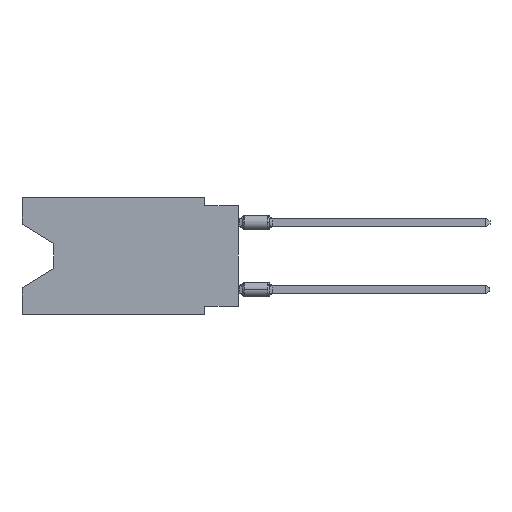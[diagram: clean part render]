
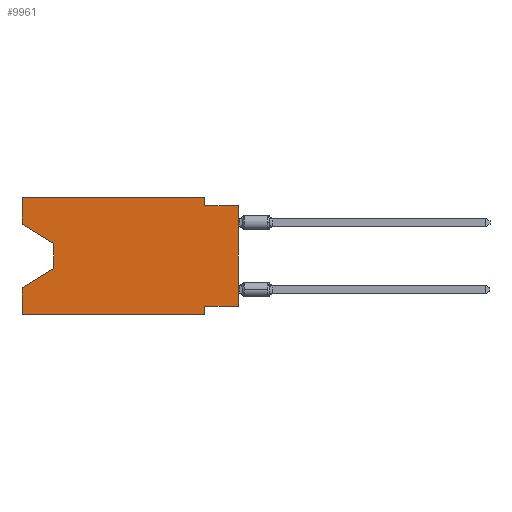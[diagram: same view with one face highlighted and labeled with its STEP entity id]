
A CAD part, left-side view. The second image highlights one B-rep face of the part: STEP entity #9961.
In plain terms, the highlighted planar face has unit normal (-1, 0, 0).
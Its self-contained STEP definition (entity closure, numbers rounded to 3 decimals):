
#32 = CARTESIAN_POINT ( 'NONE',  ( 0., 2.54, -8.255 ) ) ;
#46 = LINE ( 'NONE', #3212, #890 ) ;
#536 = EDGE_CURVE ( 'NONE', #3976, #17131, #46, .T. ) ;
#700 = VECTOR ( 'NONE', #2477, 1000. ) ;
#866 = ORIENTED_EDGE ( 'NONE', *, *, #8460, .F. ) ;
#890 = VECTOR ( 'NONE', #11713, 1000. ) ;
#1100 = DIRECTION ( 'NONE',  ( 0., 0., 1. ) ) ;
#1243 = ORIENTED_EDGE ( 'NONE', *, *, #6593, .F. ) ;
#1246 = LINE ( 'NONE', #6166, #700 ) ;
#1839 = CARTESIAN_POINT ( 'NONE',  ( 0., 13.97, -5.385 ) ) ;
#2048 = CARTESIAN_POINT ( 'NONE',  ( 0., 2.54, -8.89 ) ) ;
#2132 = VERTEX_POINT ( 'NONE', #6256 ) ;
#2477 = DIRECTION ( 'NONE',  ( 0., -1., 0. ) ) ;
#3020 = CARTESIAN_POINT ( 'NONE',  ( 0., 16.383, -2.038 ) ) ;
#3212 = CARTESIAN_POINT ( 'NONE',  ( 0., 16.383, -8.89 ) ) ;
#3818 = EDGE_CURVE ( 'NONE', #4614, #11552, #1246, .T. ) ;
#3976 = VERTEX_POINT ( 'NONE', #14959 ) ;
#4156 = CARTESIAN_POINT ( 'NONE',  ( 0., 16.383, 0. ) ) ;
#4245 = ORIENTED_EDGE ( 'NONE', *, *, #536, .T. ) ;
#4258 = VERTEX_POINT ( 'NONE', #3020 ) ;
#4409 = VECTOR ( 'NONE', #16243, 1000. ) ;
#4554 = CARTESIAN_POINT ( 'NONE',  ( 0., 16.383, -6.852 ) ) ;
#4614 = VERTEX_POINT ( 'NONE', #8030 ) ;
#5181 = VECTOR ( 'NONE', #18613, 1000. ) ;
#5297 = EDGE_CURVE ( 'NONE', #13334, #2132, #8954, .T. ) ;
#5365 = CARTESIAN_POINT ( 'NONE',  ( 0., 0., -8.255 ) ) ;
#5448 = EDGE_CURVE ( 'NONE', #13837, #5699, #8601, .T. ) ;
#5555 = LINE ( 'NONE', #9242, #6716 ) ;
#5699 = VERTEX_POINT ( 'NONE', #4554 ) ;
#5887 = CARTESIAN_POINT ( 'NONE',  ( 0., 0., 0. ) ) ;
#6166 = CARTESIAN_POINT ( 'NONE',  ( 0., 16.383, 0. ) ) ;
#6256 = CARTESIAN_POINT ( 'NONE',  ( 0., 0., -0.635 ) ) ;
#6287 = ORIENTED_EDGE ( 'NONE', *, *, #5448, .T. ) ;
#6337 = VERTEX_POINT ( 'NONE', #32 ) ;
#6547 = VECTOR ( 'NONE', #10788, 1000. ) ;
#6587 = CARTESIAN_POINT ( 'NONE',  ( 0., 13.97, -3.505 ) ) ;
#6593 = EDGE_CURVE ( 'NONE', #6337, #17131, #17778, .T. ) ;
#6716 = VECTOR ( 'NONE', #10883, 1000. ) ;
#7059 = DIRECTION ( 'NONE',  ( 0., -0.855, -0.519 ) ) ;
#7147 = LINE ( 'NONE', #13775, #8569 ) ;
#7280 = LINE ( 'NONE', #19143, #10489 ) ;
#7905 = ORIENTED_EDGE ( 'NONE', *, *, #3818, .F. ) ;
#8030 = CARTESIAN_POINT ( 'NONE',  ( 0., 16.383, 0. ) ) ;
#8460 = EDGE_CURVE ( 'NONE', #3976, #5699, #16020, .T. ) ;
#8569 = VECTOR ( 'NONE', #20434, 1000. ) ;
#8601 = LINE ( 'NONE', #1839, #5181 ) ;
#8900 = EDGE_CURVE ( 'NONE', #17297, #2132, #9363, .T. ) ;
#8954 = LINE ( 'NONE', #15579, #15945 ) ;
#9062 = ORIENTED_EDGE ( 'NONE', *, *, #13184, .F. ) ;
#9242 = CARTESIAN_POINT ( 'NONE',  ( 0., 13.97, -3.505 ) ) ;
#9363 = LINE ( 'NONE', #5887, #6547 ) ;
#9525 = VERTEX_POINT ( 'NONE', #6587 ) ;
#9772 = ORIENTED_EDGE ( 'NONE', *, *, #18983, .F. ) ;
#9961 = ADVANCED_FACE ( 'NONE', ( #21478 ), #13196, .F. ) ;
#10489 = VECTOR ( 'NONE', #7059, 1000. ) ;
#10704 = DIRECTION ( 'NONE',  ( 0., 0., -1. ) ) ;
#10788 = DIRECTION ( 'NONE',  ( 0., 0., 1. ) ) ;
#10883 = DIRECTION ( 'NONE',  ( 0., 0., -1. ) ) ;
#11552 = VERTEX_POINT ( 'NONE', #19717 ) ;
#11713 = DIRECTION ( 'NONE',  ( 0., -1., 0. ) ) ;
#12435 = VECTOR ( 'NONE', #17223, 1000. ) ;
#12454 = DIRECTION ( 'NONE',  ( 0., 0., -1. ) ) ;
#12644 = EDGE_CURVE ( 'NONE', #9525, #13837, #5555, .T. ) ;
#13184 = EDGE_CURVE ( 'NONE', #11552, #13334, #18103, .T. ) ;
#13196 = PLANE ( 'NONE',  #18581 ) ;
#13334 = VERTEX_POINT ( 'NONE', #13729 ) ;
#13594 = ORIENTED_EDGE ( 'NONE', *, *, #12644, .T. ) ;
#13729 = CARTESIAN_POINT ( 'NONE',  ( 0., 2.54, -0.635 ) ) ;
#13775 = CARTESIAN_POINT ( 'NONE',  ( 0., 16.383, 0. ) ) ;
#13837 = VERTEX_POINT ( 'NONE', #19165 ) ;
#14558 = VECTOR ( 'NONE', #12454, 1000. ) ;
#14959 = CARTESIAN_POINT ( 'NONE',  ( 0., 16.383, -8.89 ) ) ;
#15223 = ORIENTED_EDGE ( 'NONE', *, *, #5297, .F. ) ;
#15579 = CARTESIAN_POINT ( 'NONE',  ( 0., 0., -0.635 ) ) ;
#15818 = CARTESIAN_POINT ( 'NONE',  ( 0., 2.54, -8.89 ) ) ;
#15877 = EDGE_CURVE ( 'NONE', #4258, #9525, #7280, .T. ) ;
#15945 = VECTOR ( 'NONE', #19702, 1000. ) ;
#16020 = LINE ( 'NONE', #4156, #16987 ) ;
#16243 = DIRECTION ( 'NONE',  ( 0., 0., -1. ) ) ;
#16987 = VECTOR ( 'NONE', #1100, 1000. ) ;
#17131 = VERTEX_POINT ( 'NONE', #2048 ) ;
#17223 = DIRECTION ( 'NONE',  ( 0., 1., 0. ) ) ;
#17297 = VERTEX_POINT ( 'NONE', #20986 ) ;
#17307 = ORIENTED_EDGE ( 'NONE', *, *, #20339, .F. ) ;
#17778 = LINE ( 'NONE', #15818, #14558 ) ;
#18103 = LINE ( 'NONE', #19843, #4409 ) ;
#18255 = ORIENTED_EDGE ( 'NONE', *, *, #8900, .T. ) ;
#18581 = AXIS2_PLACEMENT_3D ( 'NONE', #19851, #20711, #10704 ) ;
#18613 = DIRECTION ( 'NONE',  ( 0., 0.855, -0.519 ) ) ;
#18983 = EDGE_CURVE ( 'NONE', #4258, #4614, #7147, .T. ) ;
#19143 = CARTESIAN_POINT ( 'NONE',  ( 0., 16.383, -2.038 ) ) ;
#19165 = CARTESIAN_POINT ( 'NONE',  ( 0., 13.97, -5.385 ) ) ;
#19702 = DIRECTION ( 'NONE',  ( 0., -1., 0. ) ) ;
#19717 = CARTESIAN_POINT ( 'NONE',  ( 0., 2.54, 0. ) ) ;
#19843 = CARTESIAN_POINT ( 'NONE',  ( 0., 2.54, 0. ) ) ;
#19851 = CARTESIAN_POINT ( 'NONE',  ( 0., 16.383, 0. ) ) ;
#20026 = ORIENTED_EDGE ( 'NONE', *, *, #15877, .T. ) ;
#20274 = LINE ( 'NONE', #5365, #12435 ) ;
#20339 = EDGE_CURVE ( 'NONE', #17297, #6337, #20274, .T. ) ;
#20434 = DIRECTION ( 'NONE',  ( 0., 0., 1. ) ) ;
#20711 = DIRECTION ( 'NONE',  ( 1., 0., 0. ) ) ;
#20741 = EDGE_LOOP ( 'NONE', ( #20026, #13594, #6287, #866, #4245, #1243, #17307, #18255, #15223, #9062, #7905, #9772 ) ) ;
#20986 = CARTESIAN_POINT ( 'NONE',  ( 0., 0., -8.255 ) ) ;
#21478 = FACE_OUTER_BOUND ( 'NONE', #20741, .T. ) ;
